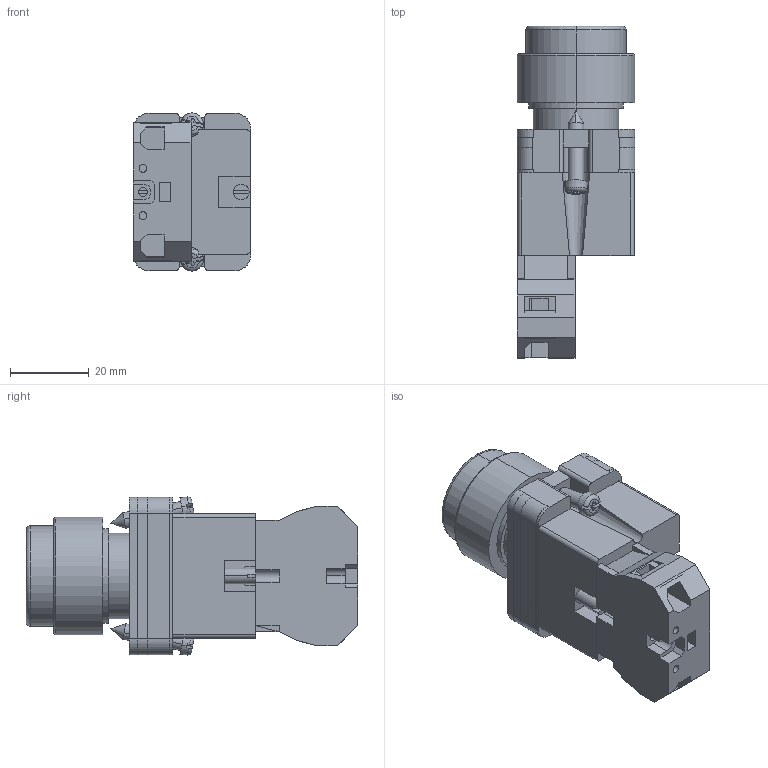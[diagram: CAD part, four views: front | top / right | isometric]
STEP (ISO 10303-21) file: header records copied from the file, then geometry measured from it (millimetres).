
FILE_DESCRIPTION (( 'STEP AP214' ), '1' );
FILE_NAME ('GCX1211-120LA.STEP', '2018-03-27T20:42:54', ( '' ), ( '' ), 'SwSTEP 2.0', 'SolidWorks 2017', '' );
FILE_SCHEMA (( 'AUTOMOTIVE_DESIGN' ));
Length unit declared in the file: inch
Products named in the file (5): ecx1029; ecx1040; GCX1211 OPERATOR; GCX1211-120LA; ECX1050
Assembly tree (4 placements, depth 2):
  GCX1211-120LA
    ecx1029
    ecx1040
    GCX1211 OPERATOR
    ECX1050
Bounding box: 29.91 x 84.3 x 40.16 mm (x, y, z)
Volume: 44596.1 mm3; surface area: 23435 mm2
Topology: 7 solids, 7 shells, 425 faces, 1156 edges, 764 vertices
Faces by surface type: plane 250, cylinder 144, cone 17, torus 14
Entity records: 14020 total; most frequent: CARTESIAN_POINT 2544, DIRECTION 2342, ORIENTED_EDGE 2304, EDGE_CURVE 1152, AXIS2_PLACEMENT_3D 798, VERTEX_POINT 764, LINE 746, VECTOR 746
